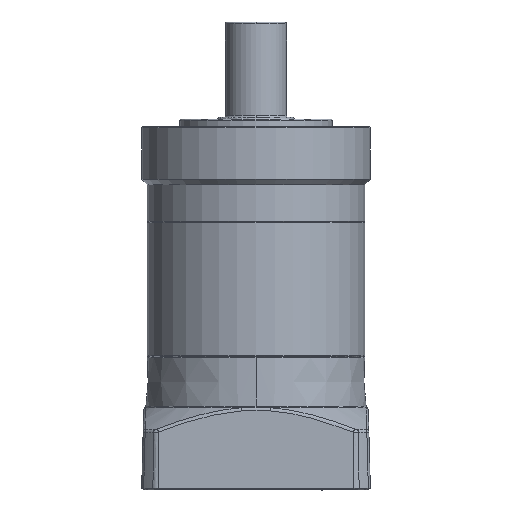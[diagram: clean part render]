
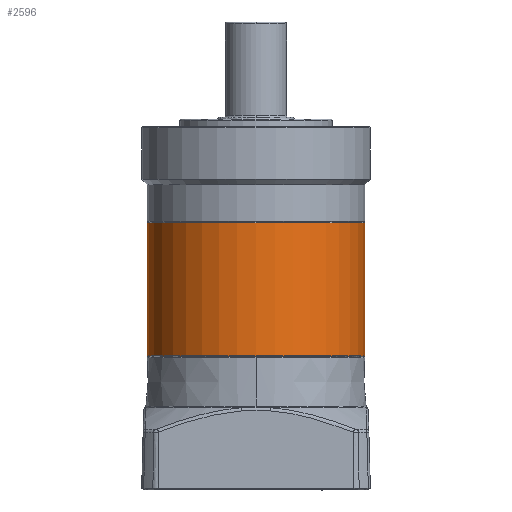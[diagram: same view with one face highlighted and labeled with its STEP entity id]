
A CAD part, front view. The second image highlights one B-rep face of the part: STEP entity #2596.
In plain terms, the highlighted cylindrical face has radius 57 mm (diameter 114 mm), a partial arc.
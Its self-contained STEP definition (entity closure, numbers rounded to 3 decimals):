
#2596 = ADVANCED_FACE ( 'NONE', ( #22193 ), #13136, .T. ) ;
#3835 = ORIENTED_EDGE ( 'NONE', *, *, #38759, .F. ) ;
#3928 = DIRECTION ( 'NONE',  ( -1., 0., 0. ) ) ;
#3982 = CARTESIAN_POINT ( 'NONE',  ( 0., 0., 70.5 ) ) ;
#4070 = DIRECTION ( 'NONE',  ( 0., 0., -1. ) ) ;
#4970 = AXIS2_PLACEMENT_3D ( 'NONE', #42974, #42964, #42916 ) ;
#6115 = EDGE_CURVE ( 'NONE', #20192, #10305, #16319, .T. ) ;
#7023 = CARTESIAN_POINT ( 'NONE',  ( 57., 0., 70.2 ) ) ;
#9934 = EDGE_CURVE ( 'NONE', #43571, #14732, #39179, .T. ) ;
#10305 = VERTEX_POINT ( 'NONE', #37092 ) ;
#10803 = ORIENTED_EDGE ( 'NONE', *, *, #17483, .T. ) ;
#11586 = CARTESIAN_POINT ( 'NONE',  ( 0., -57., 70.2 ) ) ;
#11794 = ORIENTED_EDGE ( 'NONE', *, *, #9934, .T. ) ;
#12997 = DIRECTION ( 'NONE',  ( -1., 0., 0. ) ) ;
#13056 = DIRECTION ( 'NONE',  ( 0., 0., -1. ) ) ;
#13136 = CYLINDRICAL_SURFACE ( 'NONE', #34167, 57. ) ;
#13163 = CARTESIAN_POINT ( 'NONE',  ( 0., 0., 70.2 ) ) ;
#14732 = VERTEX_POINT ( 'NONE', #11586 ) ;
#15359 = DIRECTION ( 'NONE',  ( -1., 0., 0. ) ) ;
#15367 = DIRECTION ( 'NONE',  ( 0., 0., 1. ) ) ;
#15414 = CARTESIAN_POINT ( 'NONE',  ( 0., 0., 0.3 ) ) ;
#15564 = AXIS2_PLACEMENT_3D ( 'NONE', #15414, #15367, #15359 ) ;
#16319 = CIRCLE ( 'NONE', #15564, 57. ) ;
#16659 = LINE ( 'NONE', #34732, #25799 ) ;
#17483 = EDGE_CURVE ( 'NONE', #14732, #28310, #33552, .T. ) ;
#20192 = VERTEX_POINT ( 'NONE', #21344 ) ;
#21344 = CARTESIAN_POINT ( 'NONE',  ( -57., 0., 0.3 ) ) ;
#22193 = FACE_OUTER_BOUND ( 'NONE', #28615, .T. ) ;
#22603 = DIRECTION ( 'NONE',  ( 0., 0., -1. ) ) ;
#24338 = VECTOR ( 'NONE', #22603, 1000. ) ;
#24429 = EDGE_CURVE ( 'NONE', #28310, #20192, #16659, .T. ) ;
#25799 = VECTOR ( 'NONE', #34631, 1000. ) ;
#26224 = CARTESIAN_POINT ( 'NONE',  ( 57., 0., 70.5 ) ) ;
#28310 = VERTEX_POINT ( 'NONE', #41642 ) ;
#28615 = EDGE_LOOP ( 'NONE', ( #3835, #11794, #10803, #38849, #33202 ) ) ;
#30191 = LINE ( 'NONE', #26224, #24338 ) ;
#33202 = ORIENTED_EDGE ( 'NONE', *, *, #6115, .T. ) ;
#33552 = CIRCLE ( 'NONE', #43523, 57. ) ;
#34167 = AXIS2_PLACEMENT_3D ( 'NONE', #3982, #4070, #3928 ) ;
#34631 = DIRECTION ( 'NONE',  ( 0., 0., -1. ) ) ;
#34732 = CARTESIAN_POINT ( 'NONE',  ( -57., 0., 70.5 ) ) ;
#37092 = CARTESIAN_POINT ( 'NONE',  ( 57., 0., 0.3 ) ) ;
#38759 = EDGE_CURVE ( 'NONE', #43571, #10305, #30191, .T. ) ;
#38849 = ORIENTED_EDGE ( 'NONE', *, *, #24429, .T. ) ;
#39179 = CIRCLE ( 'NONE', #4970, 57. ) ;
#41642 = CARTESIAN_POINT ( 'NONE',  ( -57., 0., 70.2 ) ) ;
#42916 = DIRECTION ( 'NONE',  ( -1., 0., 0. ) ) ;
#42964 = DIRECTION ( 'NONE',  ( 0., 0., -1. ) ) ;
#42974 = CARTESIAN_POINT ( 'NONE',  ( 0., 0., 70.2 ) ) ;
#43523 = AXIS2_PLACEMENT_3D ( 'NONE', #13163, #13056, #12997 ) ;
#43571 = VERTEX_POINT ( 'NONE', #7023 ) ;
